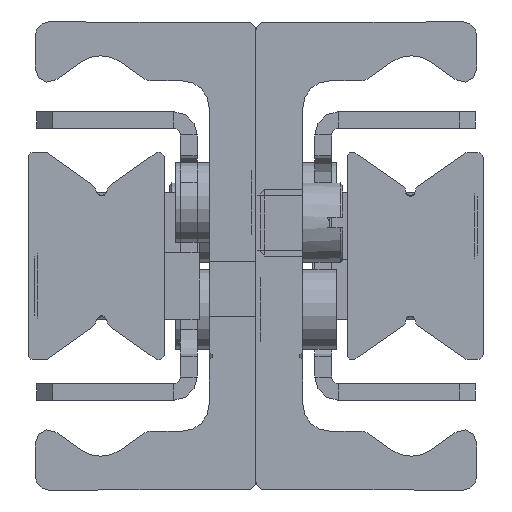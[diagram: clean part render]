
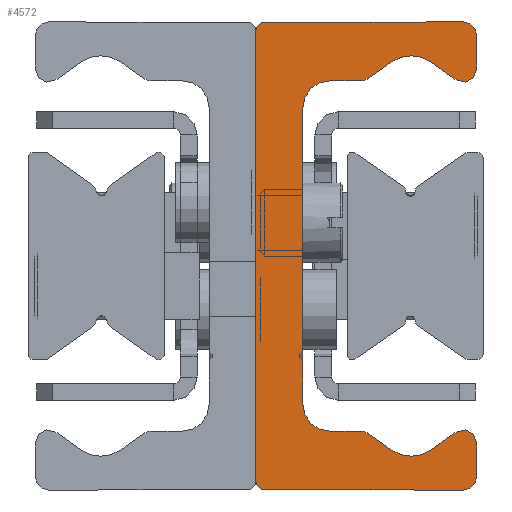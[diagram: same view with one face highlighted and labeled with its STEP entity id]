
A CAD part, left-side view. The second image highlights one B-rep face of the part: STEP entity #4572.
In plain terms, the highlighted planar face has unit normal (-1, 0, 0).
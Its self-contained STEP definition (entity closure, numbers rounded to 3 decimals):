
#1943=CARTESIAN_POINT('',(0.0,4.75,-7.75));
#1944=VERTEX_POINT('',#1943);
#1951=CARTESIAN_POINT('',(0.0,4.75,-11.1));
#1952=VERTEX_POINT('',#1951);
#1953=CARTESIAN_POINT('',(0.0,4.75,-7.75));
#1954=DIRECTION('',(0.0,0.0,-1.0));
#1955=VECTOR('',#1954,3.35);
#1956=LINE('',#1953,#1955);
#1957=EDGE_CURVE('',#1944,#1952,#1956,.T.);
#2357=CARTESIAN_POINT('',(0.0,4.75,11.1));
#2358=VERTEX_POINT('',#2357);
#2365=CARTESIAN_POINT('',(0.0,4.75,-7.25));
#2366=VERTEX_POINT('',#2365);
#2367=CARTESIAN_POINT('',(0.0,4.75,11.1));
#2368=DIRECTION('',(0.0,0.0,-1.0));
#2369=VECTOR('',#2368,18.35);
#2370=LINE('',#2367,#2369);
#2371=EDGE_CURVE('',#2358,#2366,#2370,.T.);
#3704=CARTESIAN_POINT('',(0.0,7.6,-17.5));
#3705=VERTEX_POINT('',#3704);
#3712=CARTESIAN_POINT('',(0.0,8.25,-16.85));
#3713=VERTEX_POINT('',#3712);
#3714=CARTESIAN_POINT('',(0.0,7.6,-16.85));
#3715=DIRECTION('',(1.0,0.0,0.0));
#3716=DIRECTION('',(0.0,0.0,-1.0));
#3717=AXIS2_PLACEMENT_3D('',#3714,#3715,#3716);
#3718=CIRCLE('',#3717,0.65);
#3719=EDGE_CURVE('',#3705,#3713,#3718,.T.);
#3743=CARTESIAN_POINT('',(0.0,-7.25,-17.5));
#3744=VERTEX_POINT('',#3743);
#3751=CARTESIAN_POINT('',(0.0,-7.25,-17.5));
#3752=DIRECTION('',(0.0,1.0,0.0));
#3753=VECTOR('',#3752,14.85);
#3754=LINE('',#3751,#3753);
#3755=EDGE_CURVE('',#3744,#3705,#3754,.T.);
#3775=CARTESIAN_POINT('',(0.0,-8.25,-16.5));
#3776=VERTEX_POINT('',#3775);
#3783=CARTESIAN_POINT('',(0.0,-7.25,-16.5));
#3784=DIRECTION('',(1.0,0.0,0.0));
#3785=DIRECTION('',(0.0,-1.0,0.0));
#3786=AXIS2_PLACEMENT_3D('',#3783,#3784,#3785);
#3787=CIRCLE('',#3786,1.0);
#3788=EDGE_CURVE('',#3776,#3744,#3787,.T.);
#3807=CARTESIAN_POINT('',(0.0,-8.25,-13.98));
#3808=VERTEX_POINT('',#3807);
#3815=CARTESIAN_POINT('',(0.0,-8.25,-13.98));
#3816=DIRECTION('',(0.0,0.0,-1.0));
#3817=VECTOR('',#3816,2.52);
#3818=LINE('',#3815,#3817);
#3819=EDGE_CURVE('',#3808,#3776,#3818,.T.);
#3839=CARTESIAN_POINT('',(0.0,-6.708,-13.177));
#3840=VERTEX_POINT('',#3839);
#3847=CARTESIAN_POINT('',(0.0,-7.27,-13.98));
#3848=DIRECTION('',(1.0,0.0,0.0));
#3849=DIRECTION('',(0.0,0.574,0.819));
#3850=AXIS2_PLACEMENT_3D('',#3847,#3848,#3849);
#3851=CIRCLE('',#3850,0.98);
#3852=EDGE_CURVE('',#3840,#3808,#3851,.T.);
#3871=CARTESIAN_POINT('',(0.0,-4.784,-14.524));
#3872=VERTEX_POINT('',#3871);
#3879=CARTESIAN_POINT('',(0.0,-4.784,-14.524));
#3880=DIRECTION('',(0.0,-0.819,0.574));
#3881=VECTOR('',#3880,2.349);
#3882=LINE('',#3879,#3881);
#3883=EDGE_CURVE('',#3872,#3840,#3882,.T.);
#3903=CARTESIAN_POINT('',(0.0,-1.916,-14.524));
#3904=VERTEX_POINT('',#3903);
#3911=CARTESIAN_POINT('',(0.0,-3.35,-12.477));
#3912=DIRECTION('',(-1.0,0.0,0.0));
#3913=DIRECTION('',(0.0,0.574,0.819));
#3914=AXIS2_PLACEMENT_3D('',#3911,#3912,#3913);
#3915=CIRCLE('',#3914,2.5);
#3916=EDGE_CURVE('',#3904,#3872,#3915,.T.);
#3935=CARTESIAN_POINT('',(0.0,-0.14,-13.281));
#3936=VERTEX_POINT('',#3935);
#3943=CARTESIAN_POINT('',(0.0,-0.14,-13.281));
#3944=DIRECTION('',(0.0,-0.819,-0.574));
#3945=VECTOR('',#3944,2.168);
#3946=LINE('',#3943,#3945);
#3947=EDGE_CURVE('',#3936,#3904,#3946,.T.);
#3967=CARTESIAN_POINT('',(0.0,0.433,-13.1));
#3968=VERTEX_POINT('',#3967);
#3975=CARTESIAN_POINT('',(0.0,0.433,-14.1));
#3976=DIRECTION('',(1.0,0.0,0.0));
#3977=DIRECTION('',(0.0,0.0,1.0));
#3978=AXIS2_PLACEMENT_3D('',#3975,#3976,#3977);
#3979=CIRCLE('',#3978,1.);
#3980=EDGE_CURVE('',#3968,#3936,#3979,.T.);
#3999=CARTESIAN_POINT('',(0.0,2.75,-13.1));
#4000=VERTEX_POINT('',#3999);
#4007=CARTESIAN_POINT('',(0.0,2.75,-13.1));
#4008=DIRECTION('',(0.0,-1.0,0.0));
#4009=VECTOR('',#4008,2.317);
#4010=LINE('',#4007,#4009);
#4011=EDGE_CURVE('',#4000,#3968,#4010,.T.);
#4030=CARTESIAN_POINT('',(0.0,2.75,-11.1));
#4031=DIRECTION('',(-1.0,0.0,0.0));
#4032=DIRECTION('',(0.0,0.0,1.0));
#4033=AXIS2_PLACEMENT_3D('',#4030,#4031,#4032);
#4034=CIRCLE('',#4033,2.0);
#4035=EDGE_CURVE('',#1952,#4000,#4034,.T.);
#4048=CARTESIAN_POINT('',(0.0,4.75,-7.5));
#4049=DIRECTION('',(-1.0,0.0,0.0));
#4050=DIRECTION('',(0.0,0.0,1.0));
#4051=AXIS2_PLACEMENT_3D('',#4048,#4049,#4050);
#4052=CIRCLE('',#4051,0.25);
#4053=EDGE_CURVE('',#2366,#1944,#4052,.T.);
#4073=CARTESIAN_POINT('',(0.0,2.75,13.1));
#4074=VERTEX_POINT('',#4073);
#4081=CARTESIAN_POINT('',(0.0,2.75,11.1));
#4082=DIRECTION('',(-1.0,0.0,0.0));
#4083=DIRECTION('',(0.0,-1.0,0.0));
#4084=AXIS2_PLACEMENT_3D('',#4081,#4082,#4083);
#4085=CIRCLE('',#4084,2.);
#4086=EDGE_CURVE('',#4074,#2358,#4085,.T.);
#4105=CARTESIAN_POINT('',(0.0,0.433,13.1));
#4106=VERTEX_POINT('',#4105);
#4113=CARTESIAN_POINT('',(0.0,0.433,13.1));
#4114=DIRECTION('',(0.0,1.0,0.0));
#4115=VECTOR('',#4114,2.317);
#4116=LINE('',#4113,#4115);
#4117=EDGE_CURVE('',#4106,#4074,#4116,.T.);
#4137=CARTESIAN_POINT('',(0.0,-0.14,13.281));
#4138=VERTEX_POINT('',#4137);
#4145=CARTESIAN_POINT('',(0.0,0.433,14.1));
#4146=DIRECTION('',(1.0,0.0,0.0));
#4147=DIRECTION('',(0.0,-0.574,-0.819));
#4148=AXIS2_PLACEMENT_3D('',#4145,#4146,#4147);
#4149=CIRCLE('',#4148,1.);
#4150=EDGE_CURVE('',#4138,#4106,#4149,.T.);
#4169=CARTESIAN_POINT('',(0.0,-1.916,14.524));
#4170=VERTEX_POINT('',#4169);
#4177=CARTESIAN_POINT('',(0.0,-1.916,14.524));
#4178=DIRECTION('',(0.0,0.819,-0.574));
#4179=VECTOR('',#4178,2.168);
#4180=LINE('',#4177,#4179);
#4181=EDGE_CURVE('',#4170,#4138,#4180,.T.);
#4201=CARTESIAN_POINT('',(0.0,-4.784,14.524));
#4202=VERTEX_POINT('',#4201);
#4209=CARTESIAN_POINT('',(0.0,-3.35,12.477));
#4210=DIRECTION('',(-1.0,0.0,0.0));
#4211=DIRECTION('',(0.0,-0.574,-0.819));
#4212=AXIS2_PLACEMENT_3D('',#4209,#4210,#4211);
#4213=CIRCLE('',#4212,2.5);
#4214=EDGE_CURVE('',#4202,#4170,#4213,.T.);
#4233=CARTESIAN_POINT('',(0.0,-6.708,13.177));
#4234=VERTEX_POINT('',#4233);
#4241=CARTESIAN_POINT('',(0.0,-6.708,13.177));
#4242=DIRECTION('',(0.0,0.819,0.574));
#4243=VECTOR('',#4242,2.349);
#4244=LINE('',#4241,#4243);
#4245=EDGE_CURVE('',#4234,#4202,#4244,.T.);
#4265=CARTESIAN_POINT('',(0.0,-8.25,13.98));
#4266=VERTEX_POINT('',#4265);
#4273=CARTESIAN_POINT('',(0.0,-7.27,13.98));
#4274=DIRECTION('',(1.0,0.0,0.0));
#4275=DIRECTION('',(0.0,-1.0,0.0));
#4276=AXIS2_PLACEMENT_3D('',#4273,#4274,#4275);
#4277=CIRCLE('',#4276,0.98);
#4278=EDGE_CURVE('',#4266,#4234,#4277,.T.);
#4297=CARTESIAN_POINT('',(0.0,-8.25,16.5));
#4298=VERTEX_POINT('',#4297);
#4305=CARTESIAN_POINT('',(0.0,-8.25,16.5));
#4306=DIRECTION('',(0.0,0.0,-1.0));
#4307=VECTOR('',#4306,2.52);
#4308=LINE('',#4305,#4307);
#4309=EDGE_CURVE('',#4298,#4266,#4308,.T.);
#4329=CARTESIAN_POINT('',(0.0,-7.25,17.5));
#4330=VERTEX_POINT('',#4329);
#4337=CARTESIAN_POINT('',(0.0,-7.25,16.5));
#4338=DIRECTION('',(1.0,0.0,0.0));
#4339=DIRECTION('',(0.0,0.0,1.0));
#4340=AXIS2_PLACEMENT_3D('',#4337,#4338,#4339);
#4341=CIRCLE('',#4340,1.0);
#4342=EDGE_CURVE('',#4330,#4298,#4341,.T.);
#4361=CARTESIAN_POINT('',(0.0,7.6,17.5));
#4362=VERTEX_POINT('',#4361);
#4369=CARTESIAN_POINT('',(0.0,7.6,17.5));
#4370=DIRECTION('',(0.0,-1.0,0.0));
#4371=VECTOR('',#4370,14.85);
#4372=LINE('',#4369,#4371);
#4373=EDGE_CURVE('',#4362,#4330,#4372,.T.);
#4393=CARTESIAN_POINT('',(0.0,8.25,16.85));
#4394=VERTEX_POINT('',#4393);
#4401=CARTESIAN_POINT('',(0.0,7.6,16.85));
#4402=DIRECTION('',(1.0,0.0,0.0));
#4403=DIRECTION('',(0.0,1.0,0.0));
#4404=AXIS2_PLACEMENT_3D('',#4401,#4402,#4403);
#4405=CIRCLE('',#4404,0.65);
#4406=EDGE_CURVE('',#4394,#4362,#4405,.T.);
#4424=CARTESIAN_POINT('',(0.0,8.25,-16.85));
#4425=DIRECTION('',(0.0,0.0,1.0));
#4426=VECTOR('',#4425,33.7);
#4427=LINE('',#4424,#4426);
#4428=EDGE_CURVE('',#3713,#4394,#4427,.T.);
#4539=CARTESIAN_POINT('',(0.0,2.258,-0.017));
#4540=DIRECTION('',(1.0,0.0,0.0));
#4541=DIRECTION('',(0.0,0.0,-1.0));
#4542=AXIS2_PLACEMENT_3D('',#4539,#4540,#4541);
#4543=PLANE('',#4542);
#4544=ORIENTED_EDGE('',*,*,#4428,.F.);
#4545=ORIENTED_EDGE('',*,*,#3719,.F.);
#4546=ORIENTED_EDGE('',*,*,#3755,.F.);
#4547=ORIENTED_EDGE('',*,*,#3788,.F.);
#4548=ORIENTED_EDGE('',*,*,#3819,.F.);
#4549=ORIENTED_EDGE('',*,*,#3852,.F.);
#4550=ORIENTED_EDGE('',*,*,#3883,.F.);
#4551=ORIENTED_EDGE('',*,*,#3916,.F.);
#4552=ORIENTED_EDGE('',*,*,#3947,.F.);
#4553=ORIENTED_EDGE('',*,*,#3980,.F.);
#4554=ORIENTED_EDGE('',*,*,#4011,.F.);
#4555=ORIENTED_EDGE('',*,*,#4035,.F.);
#4556=ORIENTED_EDGE('',*,*,#1957,.F.);
#4557=ORIENTED_EDGE('',*,*,#4053,.F.);
#4558=ORIENTED_EDGE('',*,*,#2371,.F.);
#4559=ORIENTED_EDGE('',*,*,#4086,.F.);
#4560=ORIENTED_EDGE('',*,*,#4117,.F.);
#4561=ORIENTED_EDGE('',*,*,#4150,.F.);
#4562=ORIENTED_EDGE('',*,*,#4181,.F.);
#4563=ORIENTED_EDGE('',*,*,#4214,.F.);
#4564=ORIENTED_EDGE('',*,*,#4245,.F.);
#4565=ORIENTED_EDGE('',*,*,#4278,.F.);
#4566=ORIENTED_EDGE('',*,*,#4309,.F.);
#4567=ORIENTED_EDGE('',*,*,#4342,.F.);
#4568=ORIENTED_EDGE('',*,*,#4373,.F.);
#4569=ORIENTED_EDGE('',*,*,#4406,.F.);
#4570=EDGE_LOOP('',(#4544,#4545,#4546,#4547,#4548,#4549,#4550,#4551,#4552,#4553,#4554,#4555,#4556,#4557,#4558,#4559,#4560,#4561,#4562,#4563,#4564,#4565,#4566,#4567,#4568,#4569));
#4571=FACE_OUTER_BOUND('',#4570,.T.);
#4572=ADVANCED_FACE('',(#4571),#4543,.F.);
